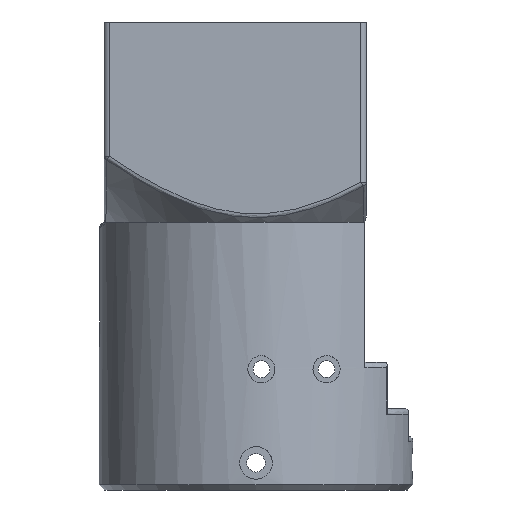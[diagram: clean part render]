
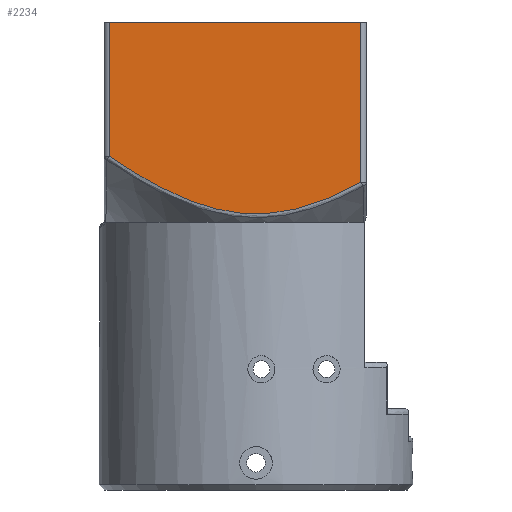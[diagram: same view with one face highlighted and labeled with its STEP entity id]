
A CAD part, front view. The second image highlights one B-rep face of the part: STEP entity #2234.
In plain terms, the highlighted planar face has unit normal (0, -1, 0).
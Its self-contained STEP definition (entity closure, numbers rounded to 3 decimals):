
#98=B_SPLINE_CURVE_WITH_KNOTS('',3,(#4282,#4283,#4284,#4285,#4286,#4287,
#4288,#4289,#4290,#4291),.UNSPECIFIED.,.F.,.F.,(4,1,1,1,1,1,1,4),(0.231,
0.943,1.656,2.369,3.081,3.794,
4.507,5.219),.UNSPECIFIED.);
#217=PLANE('',#2477);
#333=FACE_OUTER_BOUND('',#478,.T.);
#478=EDGE_LOOP('',(#2086,#2087,#2088,#2089));
#567=LINE('',#4230,#731);
#569=LINE('',#4295,#733);
#584=LINE('',#4361,#748);
#731=VECTOR('',#2792,10.);
#733=VECTOR('',#2798,10.);
#748=VECTOR('',#2819,10.);
#1068=VERTEX_POINT('',#4219);
#1069=VERTEX_POINT('',#4223);
#1071=VERTEX_POINT('',#4228);
#1072=VERTEX_POINT('',#4293);
#1325=EDGE_CURVE('',#1071,#1069,#567,.T.);
#1328=EDGE_CURVE('',#1069,#1068,#98,.T.);
#1330=EDGE_CURVE('',#1068,#1072,#569,.T.);
#1347=EDGE_CURVE('',#1072,#1071,#584,.T.);
#2086=ORIENTED_EDGE('',*,*,#1325,.F.);
#2087=ORIENTED_EDGE('',*,*,#1347,.F.);
#2088=ORIENTED_EDGE('',*,*,#1330,.F.);
#2089=ORIENTED_EDGE('',*,*,#1328,.F.);
#2234=ADVANCED_FACE('',(#333),#217,.F.);
#2477=AXIS2_PLACEMENT_3D('',#4582,#3100,#3101);
#2792=DIRECTION('',(0.,0.,-1.));
#2798=DIRECTION('',(0.,0.,1.));
#2819=DIRECTION('',(1.,0.,0.));
#3100=DIRECTION('center_axis',(0.,1.,0.));
#3101=DIRECTION('ref_axis',(1.,0.,0.));
#4219=CARTESIAN_POINT('',(-27.,30.,814.232));
#4223=CARTESIAN_POINT('',(19.339,30.,809.466));
#4228=CARTESIAN_POINT('',(19.339,30.,838.981));
#4230=CARTESIAN_POINT('',(19.339,30.,846.731));
#4282=CARTESIAN_POINT('Ctrl Pts',(19.339,30.,809.466));
#4283=CARTESIAN_POINT('Ctrl Pts',(17.262,30.,808.313));
#4284=CARTESIAN_POINT('Ctrl Pts',(12.999,30.,806.2));
#4285=CARTESIAN_POINT('Ctrl Pts',(6.19,30.,803.994));
#4286=CARTESIAN_POINT('Ctrl Pts',(-0.96,30.,803.319));
#4287=CARTESIAN_POINT('Ctrl Pts',(-8.046,30.,804.457));
#4288=CARTESIAN_POINT('Ctrl Pts',(-14.74,30.,806.971));
#4289=CARTESIAN_POINT('Ctrl Pts',(-21.038,30.,810.323));
#4290=CARTESIAN_POINT('Ctrl Pts',(-25.037,30.,812.894));
#4291=CARTESIAN_POINT('Ctrl Pts',(-27.,30.,814.232));
#4293=CARTESIAN_POINT('',(-27.,30.,838.981));
#4295=CARTESIAN_POINT('',(-27.,30.,846.731));
#4361=CARTESIAN_POINT('',(-14.,30.,838.981));
#4582=CARTESIAN_POINT('Origin',(-28.,30.,864.981));
